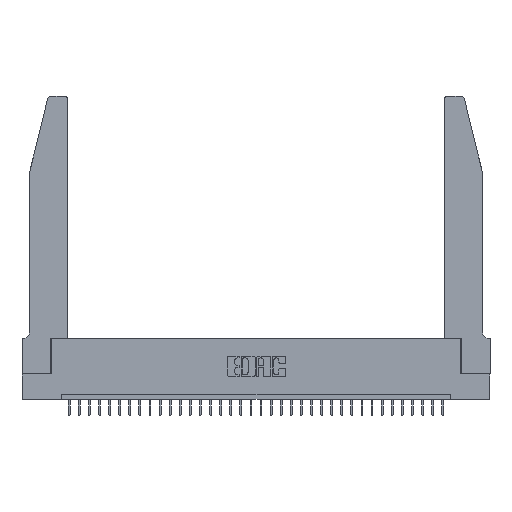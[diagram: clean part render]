
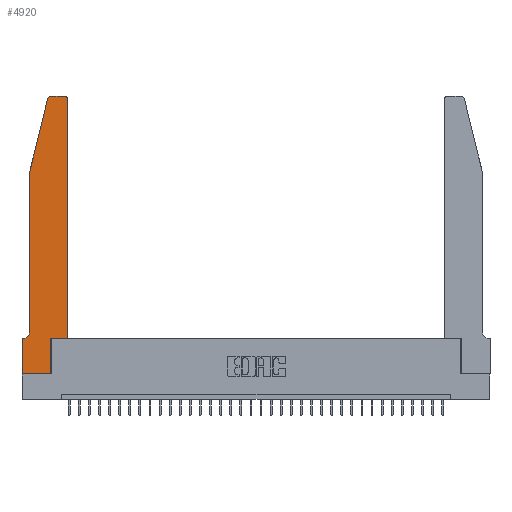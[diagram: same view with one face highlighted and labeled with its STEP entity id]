
A CAD part, top view. The second image highlights one B-rep face of the part: STEP entity #4920.
In plain terms, the highlighted planar face has unit normal (0, 0, 1).
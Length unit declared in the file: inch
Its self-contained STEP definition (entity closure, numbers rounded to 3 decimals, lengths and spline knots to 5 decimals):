
#159 = CIRCLE ( 'NONE', #16071, 0.03 ) ;
#175 = VECTOR ( 'NONE', #30032, 39.37008 ) ;
#314 = EDGE_CURVE ( 'NONE', #2095, #3341, #24393, .T. ) ;
#368 = DIRECTION ( 'NONE',  ( 0., 0., 1. ) ) ;
#415 = ORIENTED_EDGE ( 'NONE', *, *, #10136, .T. ) ;
#572 = DIRECTION ( 'NONE',  ( -1., 0., 0. ) ) ;
#1011 = VECTOR ( 'NONE', #22973, 39.37008 ) ;
#1019 = ORIENTED_EDGE ( 'NONE', *, *, #2976, .T. ) ;
#1372 = VECTOR ( 'NONE', #12733, 39.37008 ) ;
#2095 = VERTEX_POINT ( 'NONE', #29211 ) ;
#2234 = EDGE_LOOP ( 'NONE', ( #32859, #415, #5660, #26448, #5005, #22565, #1019, #18838, #10565, #19469, #15167, #25784 ) ) ;
#2850 = VERTEX_POINT ( 'NONE', #22157 ) ;
#2976 = EDGE_CURVE ( 'NONE', #11601, #20675, #31618, .T. ) ;
#3341 = VERTEX_POINT ( 'NONE', #16588 ) ;
#3571 = CARTESIAN_POINT ( 'NONE',  ( 0.0755, 2., 0.37 ) ) ;
#3604 = LINE ( 'NONE', #4767, #20453 ) ;
#3701 = CARTESIAN_POINT ( 'NONE',  ( 0., 0., 0.37 ) ) ;
#3980 = AXIS2_PLACEMENT_3D ( 'NONE', #15975, #5195, #29141 ) ;
#4075 = EDGE_CURVE ( 'NONE', #16008, #2850, #6985, .T. ) ;
#4533 = EDGE_CURVE ( 'NONE', #2850, #22240, #3604, .T. ) ;
#4767 = CARTESIAN_POINT ( 'NONE',  ( 0.2605, 2.75, 0.37 ) ) ;
#4920 = ADVANCED_FACE ( 'NONE', ( #10864 ), #33970, .T. ) ;
#5005 = ORIENTED_EDGE ( 'NONE', *, *, #30239, .T. ) ;
#5021 = CIRCLE ( 'NONE', #32231, 0.07 ) ;
#5042 = VERTEX_POINT ( 'NONE', #6938 ) ;
#5195 = DIRECTION ( 'NONE',  ( 0., 0., 1. ) ) ;
#5660 = ORIENTED_EDGE ( 'NONE', *, *, #314, .T. ) ;
#5674 = DIRECTION ( 'NONE',  ( 1., 0., 0. ) ) ;
#6938 = CARTESIAN_POINT ( 'NONE',  ( 0.2865, 0.35, 0.37 ) ) ;
#6985 = CIRCLE ( 'NONE', #3980, 0.03 ) ;
#7388 = VERTEX_POINT ( 'NONE', #21814 ) ;
#7617 = LINE ( 'NONE', #33477, #1011 ) ;
#8479 = EDGE_CURVE ( 'NONE', #7388, #5042, #33096, .T. ) ;
#8906 = CARTESIAN_POINT ( 'NONE',  ( 0., 0., 0.37 ) ) ;
#10024 = CARTESIAN_POINT ( 'NONE',  ( 0.0055, 0.35, 0.37 ) ) ;
#10045 = EDGE_CURVE ( 'NONE', #20675, #7388, #21940, .T. ) ;
#10136 = EDGE_CURVE ( 'NONE', #22240, #2095, #159, .T. ) ;
#10565 = ORIENTED_EDGE ( 'NONE', *, *, #8479, .T. ) ;
#10631 = DIRECTION ( 'NONE',  ( 1., 0., 0. ) ) ;
#10864 = FACE_OUTER_BOUND ( 'NONE', #2234, .T. ) ;
#11601 = VERTEX_POINT ( 'NONE', #25835 ) ;
#11619 = EDGE_CURVE ( 'NONE', #15459, #16008, #17788, .T. ) ;
#11716 = VECTOR ( 'NONE', #30206, 39.37008 ) ;
#12116 = VERTEX_POINT ( 'NONE', #13829 ) ;
#12307 = CARTESIAN_POINT ( 'NONE',  ( 0.284, 2.75, 0.37 ) ) ;
#12733 = DIRECTION ( 'NONE',  ( 1., 0., 0. ) ) ;
#13829 = CARTESIAN_POINT ( 'NONE',  ( 0.0755, 0.42, 0.37 ) ) ;
#14016 = CARTESIAN_POINT ( 'NONE',  ( 0.4505, 2.72, 0.37 ) ) ;
#14365 = AXIS2_PLACEMENT_3D ( 'NONE', #31608, #18304, #10631 ) ;
#15167 = ORIENTED_EDGE ( 'NONE', *, *, #11619, .T. ) ;
#15459 = VERTEX_POINT ( 'NONE', #18257 ) ;
#15975 = CARTESIAN_POINT ( 'NONE',  ( 0.4205, 2.72, 0.37 ) ) ;
#16008 = VERTEX_POINT ( 'NONE', #14016 ) ;
#16071 = AXIS2_PLACEMENT_3D ( 'NONE', #26965, #368, #5674 ) ;
#16588 = CARTESIAN_POINT ( 'NONE',  ( 0.0755, 2., 0.37 ) ) ;
#16601 = EDGE_CURVE ( 'NONE', #18087, #11601, #21133, .T. ) ;
#17415 = CARTESIAN_POINT ( 'NONE',  ( 0.0755, 0.35, 0.37 ) ) ;
#17671 = VECTOR ( 'NONE', #30336, 39.37008 ) ;
#17788 = LINE ( 'NONE', #26521, #19421 ) ;
#18087 = VERTEX_POINT ( 'NONE', #10024 ) ;
#18257 = CARTESIAN_POINT ( 'NONE',  ( 0.4505, 0.35, 0.37 ) ) ;
#18304 = DIRECTION ( 'NONE',  ( 0., 0., 1. ) ) ;
#18549 = DIRECTION ( 'NONE',  ( 0., 1., 0. ) ) ;
#18838 = ORIENTED_EDGE ( 'NONE', *, *, #10045, .T. ) ;
#19421 = VECTOR ( 'NONE', #26411, 39.37008 ) ;
#19469 = ORIENTED_EDGE ( 'NONE', *, *, #30521, .T. ) ;
#20453 = VECTOR ( 'NONE', #23139, 39.37008 ) ;
#20675 = VERTEX_POINT ( 'NONE', #8906 ) ;
#20729 = CARTESIAN_POINT ( 'NONE',  ( 0., 0., 0.37 ) ) ;
#21074 = EDGE_CURVE ( 'NONE', #3341, #12116, #29593, .T. ) ;
#21133 = LINE ( 'NONE', #17415, #175 ) ;
#21814 = CARTESIAN_POINT ( 'NONE',  ( 0.2865, 0., 0.37 ) ) ;
#21940 = LINE ( 'NONE', #20729, #1372 ) ;
#22157 = CARTESIAN_POINT ( 'NONE',  ( 0.4205, 2.75, 0.37 ) ) ;
#22240 = VERTEX_POINT ( 'NONE', #12307 ) ;
#22565 = ORIENTED_EDGE ( 'NONE', *, *, #16601, .T. ) ;
#22973 = DIRECTION ( 'NONE',  ( 1., 0., 0. ) ) ;
#23139 = DIRECTION ( 'NONE',  ( -1., 0., 0. ) ) ;
#23573 = CARTESIAN_POINT ( 'NONE',  ( 0.0755, 2., 0.37 ) ) ;
#24393 = LINE ( 'NONE', #3571, #11716 ) ;
#24448 = CARTESIAN_POINT ( 'NONE',  ( 0.0055, 0.42, 0.37 ) ) ;
#25089 = VECTOR ( 'NONE', #33831, 39.37008 ) ;
#25784 = ORIENTED_EDGE ( 'NONE', *, *, #4075, .T. ) ;
#25835 = CARTESIAN_POINT ( 'NONE',  ( 0., 0.35, 0.37 ) ) ;
#26411 = DIRECTION ( 'NONE',  ( 0., 1., 0. ) ) ;
#26448 = ORIENTED_EDGE ( 'NONE', *, *, #21074, .T. ) ;
#26521 = CARTESIAN_POINT ( 'NONE',  ( 0.4505, 0.35, 0.37 ) ) ;
#26965 = CARTESIAN_POINT ( 'NONE',  ( 0.284, 2.72, 0.37 ) ) ;
#28604 = VECTOR ( 'NONE', #18549, 39.37008 ) ;
#29141 = DIRECTION ( 'NONE',  ( 1., 0., 0. ) ) ;
#29211 = CARTESIAN_POINT ( 'NONE',  ( 0.25487, 2.72718, 0.37 ) ) ;
#29593 = LINE ( 'NONE', #23573, #25089 ) ;
#30032 = DIRECTION ( 'NONE',  ( -1., 0., 0. ) ) ;
#30206 = DIRECTION ( 'NONE',  ( -0.239, -0.971, 0. ) ) ;
#30239 = EDGE_CURVE ( 'NONE', #12116, #18087, #5021, .T. ) ;
#30336 = DIRECTION ( 'NONE',  ( 0., -1., 0. ) ) ;
#30521 = EDGE_CURVE ( 'NONE', #5042, #15459, #7617, .T. ) ;
#31073 = CARTESIAN_POINT ( 'NONE',  ( 0.2865, 0.35, 0.37 ) ) ;
#31608 = CARTESIAN_POINT ( 'NONE',  ( 0., 0.35, 0.37 ) ) ;
#31618 = LINE ( 'NONE', #3701, #17671 ) ;
#32231 = AXIS2_PLACEMENT_3D ( 'NONE', #24448, #32566, #572 ) ;
#32566 = DIRECTION ( 'NONE',  ( 0., 0., -1. ) ) ;
#32859 = ORIENTED_EDGE ( 'NONE', *, *, #4533, .T. ) ;
#33096 = LINE ( 'NONE', #31073, #28604 ) ;
#33477 = CARTESIAN_POINT ( 'NONE',  ( 0.4505, 0.35, 0.37 ) ) ;
#33831 = DIRECTION ( 'NONE',  ( 0., -1., 0. ) ) ;
#33970 = PLANE ( 'NONE',  #14365 ) ;
